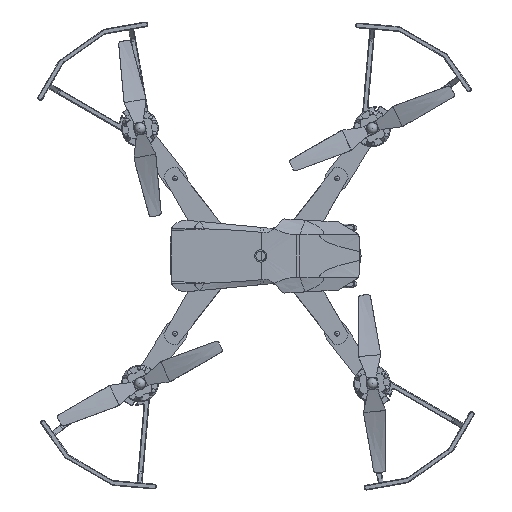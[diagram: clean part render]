
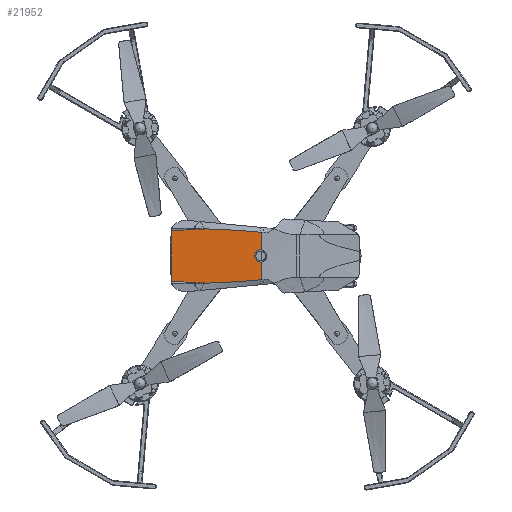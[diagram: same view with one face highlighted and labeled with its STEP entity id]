
A CAD part, top view. The second image highlights one B-rep face of the part: STEP entity #21952.
In plain terms, the highlighted planar face has unit normal (-0.035, 0, 0.999).
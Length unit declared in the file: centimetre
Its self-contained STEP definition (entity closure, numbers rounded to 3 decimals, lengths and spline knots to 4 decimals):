
#267=ELLIPSE('',#23640,70.3737,70.3309);
#268=ELLIPSE('',#23641,70.3737,70.3309);
#1178=B_SPLINE_CURVE_WITH_KNOTS('',3,(#40094,#40095,#40096,#40097),
 .UNSPECIFIED.,.F.,.F.,(4,4),(1.0657,1.1053),
 .UNSPECIFIED.);
#1179=B_SPLINE_CURVE_WITH_KNOTS('',3,(#40099,#40100,#40101,#40102),
 .UNSPECIFIED.,.F.,.F.,(4,4),(1.1053,1.1579),
 .UNSPECIFIED.);
#1180=B_SPLINE_CURVE_WITH_KNOTS('',3,(#40104,#40105,#40106,#40107,#40108,
#40109),.UNSPECIFIED.,.F.,.F.,(4,1,1,4),(0.,0.3497,
0.5828,0.6313),.UNSPECIFIED.);
#1181=B_SPLINE_CURVE_WITH_KNOTS('',3,(#40111,#40112,#40113,#40114,#40115,
#40116,#40117,#40118),.UNSPECIFIED.,.F.,.F.,(4,1,1,1,1,4),(-2.3502,
-2.2008,-2.0514,-1.7527,-1.1552,
-0.2589),.UNSPECIFIED.);
#1182=B_SPLINE_CURVE_WITH_KNOTS('',3,(#40122,#40123,#40124,#40125,#40126,
#40127,#40128,#40129),.UNSPECIFIED.,.F.,.F.,(4,1,1,1,1,4),(-2.3502,
-2.2008,-2.0514,-1.7527,-1.1552,
-0.2589),.UNSPECIFIED.);
#1183=B_SPLINE_CURVE_WITH_KNOTS('',3,(#40131,#40132,#40133,#40134,#40135,
#40136),.UNSPECIFIED.,.F.,.F.,(4,1,1,4),(0.,0.3497,
0.5828,0.6313),.UNSPECIFIED.);
#1184=B_SPLINE_CURVE_WITH_KNOTS('',3,(#40138,#40139,#40140,#40141),
 .UNSPECIFIED.,.F.,.F.,(4,4),(1.1053,1.1579),
 .UNSPECIFIED.);
#1185=B_SPLINE_CURVE_WITH_KNOTS('',3,(#40143,#40144,#40145,#40146),
 .UNSPECIFIED.,.F.,.F.,(4,4),(1.0657,1.1053),
 .UNSPECIFIED.);
#2167=CIRCLE('',#23635,0.5);
#2169=CIRCLE('',#23637,0.5);
#3307=FACE_OUTER_BOUND('',#4657,.T.);
#4657=EDGE_LOOP('',(#18254,#18255,#18256,#18257,#18258,#18259,#18260,#18261,
#18262,#18263,#18264,#18265,#18266,#18267,#18268));
#6387=LINE('',#40090,#8117);
#6388=LINE('',#40120,#8118);
#6389=LINE('',#40149,#8119);
#8117=VECTOR('',#27849,1.);
#8118=VECTOR('',#27852,1.);
#8119=VECTOR('',#27855,1.);
#10060=VERTEX_POINT('',#40060);
#10061=VERTEX_POINT('',#40061);
#10062=VERTEX_POINT('',#40081);
#10064=VERTEX_POINT('',#40089);
#10065=VERTEX_POINT('',#40091);
#10066=VERTEX_POINT('',#40093);
#10067=VERTEX_POINT('',#40098);
#10068=VERTEX_POINT('',#40103);
#10069=VERTEX_POINT('',#40110);
#10070=VERTEX_POINT('',#40119);
#10071=VERTEX_POINT('',#40121);
#10072=VERTEX_POINT('',#40130);
#10073=VERTEX_POINT('',#40137);
#10074=VERTEX_POINT('',#40142);
#10075=VERTEX_POINT('',#40147);
#12907=EDGE_CURVE('',#10062,#10060,#2167,.T.);
#12910=EDGE_CURVE('',#10061,#10062,#2169,.T.);
#12911=EDGE_CURVE('',#10064,#10060,#6387,.T.);
#12912=EDGE_CURVE('',#10065,#10064,#267,.T.);
#12913=EDGE_CURVE('',#10065,#10066,#1178,.T.);
#12914=EDGE_CURVE('',#10066,#10067,#1179,.T.);
#12915=EDGE_CURVE('',#10067,#10068,#1180,.T.);
#12916=EDGE_CURVE('',#10068,#10069,#1181,.T.);
#12917=EDGE_CURVE('',#10070,#10069,#6388,.T.);
#12918=EDGE_CURVE('',#10071,#10070,#1182,.T.);
#12919=EDGE_CURVE('',#10072,#10071,#1183,.T.);
#12920=EDGE_CURVE('',#10073,#10072,#1184,.T.);
#12921=EDGE_CURVE('',#10074,#10073,#1185,.T.);
#12922=EDGE_CURVE('',#10074,#10075,#268,.T.);
#12923=EDGE_CURVE('',#10061,#10075,#6389,.T.);
#18254=ORIENTED_EDGE('',*,*,#12910,.T.);
#18255=ORIENTED_EDGE('',*,*,#12907,.T.);
#18256=ORIENTED_EDGE('',*,*,#12911,.F.);
#18257=ORIENTED_EDGE('',*,*,#12912,.F.);
#18258=ORIENTED_EDGE('',*,*,#12913,.T.);
#18259=ORIENTED_EDGE('',*,*,#12914,.T.);
#18260=ORIENTED_EDGE('',*,*,#12915,.T.);
#18261=ORIENTED_EDGE('',*,*,#12916,.T.);
#18262=ORIENTED_EDGE('',*,*,#12917,.F.);
#18263=ORIENTED_EDGE('',*,*,#12918,.F.);
#18264=ORIENTED_EDGE('',*,*,#12919,.F.);
#18265=ORIENTED_EDGE('',*,*,#12920,.F.);
#18266=ORIENTED_EDGE('',*,*,#12921,.F.);
#18267=ORIENTED_EDGE('',*,*,#12922,.T.);
#18268=ORIENTED_EDGE('',*,*,#12923,.F.);
#20894=PLANE('',#23639);
#21952=ADVANCED_FACE('',(#3307),#20894,.F.);
#23635=AXIS2_PLACEMENT_3D('',#40082,#27838,#27839);
#23637=AXIS2_PLACEMENT_3D('',#40086,#27843,#27844);
#23639=AXIS2_PLACEMENT_3D('',#40088,#27847,#27848);
#23640=AXIS2_PLACEMENT_3D('',#40092,#27850,#27851);
#23641=AXIS2_PLACEMENT_3D('',#40148,#27853,#27854);
#27838=DIRECTION('center_axis',(0.035,0.,-0.999));
#27839=DIRECTION('ref_axis',(0.,-1.,0.));
#27843=DIRECTION('center_axis',(0.035,0.,-0.999));
#27844=DIRECTION('ref_axis',(0.,-1.,0.));
#27847=DIRECTION('center_axis',(0.035,0.,-0.999));
#27848=DIRECTION('ref_axis',(-0.999,0.,-0.035));
#27849=DIRECTION('',(0.,-1.,0.));
#27850=DIRECTION('center_axis',(0.035,0.,-0.999));
#27851=DIRECTION('ref_axis',(-0.999,0.,-0.035));
#27852=DIRECTION('',(0.,1.,0.));
#27853=DIRECTION('center_axis',(-0.035,0.,0.999));
#27854=DIRECTION('ref_axis',(-0.999,0.,-0.035));
#27855=DIRECTION('',(0.,-1.,0.));
#40060=CARTESIAN_POINT('',(-7.9877,0.4946,1.5982));
#40061=CARTESIAN_POINT('',(-7.9877,-0.4946,1.5982));
#40081=CARTESIAN_POINT('',(-8.0606,0.5,1.5957));
#40082=CARTESIAN_POINT('Origin',(-8.0606,0.,1.5957));
#40086=CARTESIAN_POINT('Origin',(-8.0606,0.,1.5957));
#40088=CARTESIAN_POINT('Origin',(-10.8,1.1272,1.5));
#40089=CARTESIAN_POINT('',(-7.9877,1.9421,1.5982));
#40090=CARTESIAN_POINT('',(-7.9877,-0.5636,1.5982));
#40091=CARTESIAN_POINT('',(-12.6091,2.226,1.4368));
#40092=CARTESIAN_POINT('Origin',(-14.6085,-68.0764,1.367));
#40093=CARTESIAN_POINT('',(-12.6356,2.1968,1.4359));
#40094=CARTESIAN_POINT('Ctrl Pts',(-12.6091,2.226,1.4368));
#40095=CARTESIAN_POINT('Ctrl Pts',(-12.6155,2.2144,1.4366));
#40096=CARTESIAN_POINT('Ctrl Pts',(-12.6244,2.204,1.4363));
#40097=CARTESIAN_POINT('Ctrl Pts',(-12.6356,2.1968,1.4359));
#40098=CARTESIAN_POINT('',(-12.6862,2.1845,1.4341));
#40099=CARTESIAN_POINT('Ctrl Pts',(-12.6356,2.1968,1.4359));
#40100=CARTESIAN_POINT('Ctrl Pts',(-12.6504,2.1872,1.4354));
#40101=CARTESIAN_POINT('Ctrl Pts',(-12.6687,2.1839,1.4347));
#40102=CARTESIAN_POINT('Ctrl Pts',(-12.6862,2.1845,1.4341));
#40103=CARTESIAN_POINT('',(-13.316,2.219,1.4121));
#40104=CARTESIAN_POINT('Ctrl Pts',(-12.6862,2.1847,1.4341));
#40105=CARTESIAN_POINT('Ctrl Pts',(-12.8026,2.189,1.4301));
#40106=CARTESIAN_POINT('Ctrl Pts',(-12.9966,2.1957,1.4233));
#40107=CARTESIAN_POINT('Ctrl Pts',(-13.2067,2.2066,1.416));
#40108=CARTESIAN_POINT('Ctrl Pts',(-13.3,2.217,1.4127));
#40109=CARTESIAN_POINT('Ctrl Pts',(-13.316,2.219,1.4121));
#40110=CARTESIAN_POINT('',(-15.4,2.0737,1.3394));
#40111=CARTESIAN_POINT('Ctrl Pts',(-13.316,2.219,1.4121));
#40112=CARTESIAN_POINT('Ctrl Pts',(-13.3634,2.2041,1.4105));
#40113=CARTESIAN_POINT('Ctrl Pts',(-13.4628,2.1903,1.407));
#40114=CARTESIAN_POINT('Ctrl Pts',(-13.6601,2.169,1.4001));
#40115=CARTESIAN_POINT('Ctrl Pts',(-14.0078,2.1443,1.388));
#40116=CARTESIAN_POINT('Ctrl Pts',(-14.605,2.1115,1.3671));
#40117=CARTESIAN_POINT('Ctrl Pts',(-15.1018,2.0882,1.3498));
#40118=CARTESIAN_POINT('Ctrl Pts',(-15.4,2.0737,1.3394));
#40119=CARTESIAN_POINT('',(-15.4,-2.0737,1.3394));
#40120=CARTESIAN_POINT('',(-15.4,1.6886,1.3394));
#40121=CARTESIAN_POINT('',(-13.316,-2.219,1.4121));
#40122=CARTESIAN_POINT('Ctrl Pts',(-13.316,-2.219,1.4121));
#40123=CARTESIAN_POINT('Ctrl Pts',(-13.3634,-2.2041,
1.4105));
#40124=CARTESIAN_POINT('Ctrl Pts',(-13.4628,-2.1903,
1.407));
#40125=CARTESIAN_POINT('Ctrl Pts',(-13.6601,-2.169,
1.4001));
#40126=CARTESIAN_POINT('Ctrl Pts',(-14.0078,-2.1443,
1.388));
#40127=CARTESIAN_POINT('Ctrl Pts',(-14.605,-2.1115,
1.3671));
#40128=CARTESIAN_POINT('Ctrl Pts',(-15.1018,-2.0882,
1.3498));
#40129=CARTESIAN_POINT('Ctrl Pts',(-15.4,-2.0737,1.3394));
#40130=CARTESIAN_POINT('',(-12.6862,-2.1845,1.4341));
#40131=CARTESIAN_POINT('Ctrl Pts',(-12.6862,-2.1847,
1.4341));
#40132=CARTESIAN_POINT('Ctrl Pts',(-12.8026,-2.189,
1.4301));
#40133=CARTESIAN_POINT('Ctrl Pts',(-12.9966,-2.1957,
1.4233));
#40134=CARTESIAN_POINT('Ctrl Pts',(-13.2067,-2.2066,
1.416));
#40135=CARTESIAN_POINT('Ctrl Pts',(-13.3,-2.217,
1.4127));
#40136=CARTESIAN_POINT('Ctrl Pts',(-13.316,-2.219,1.4121));
#40137=CARTESIAN_POINT('',(-12.6356,-2.1968,1.4359));
#40138=CARTESIAN_POINT('Ctrl Pts',(-12.6356,-2.1968,
1.4359));
#40139=CARTESIAN_POINT('Ctrl Pts',(-12.6504,-2.1872,
1.4354));
#40140=CARTESIAN_POINT('Ctrl Pts',(-12.6687,-2.1839,
1.4347));
#40141=CARTESIAN_POINT('Ctrl Pts',(-12.6862,-2.1845,
1.4341));
#40142=CARTESIAN_POINT('',(-12.6091,-2.226,1.4368));
#40143=CARTESIAN_POINT('Ctrl Pts',(-12.6091,-2.226,1.4368));
#40144=CARTESIAN_POINT('Ctrl Pts',(-12.6155,-2.2144,
1.4366));
#40145=CARTESIAN_POINT('Ctrl Pts',(-12.6244,-2.204,
1.4363));
#40146=CARTESIAN_POINT('Ctrl Pts',(-12.6356,-2.1968,1.4359));
#40147=CARTESIAN_POINT('',(-7.9877,-1.9421,1.5982));
#40148=CARTESIAN_POINT('Origin',(-14.6085,68.0764,1.367));
#40149=CARTESIAN_POINT('',(-7.9877,-0.5636,1.5982));
